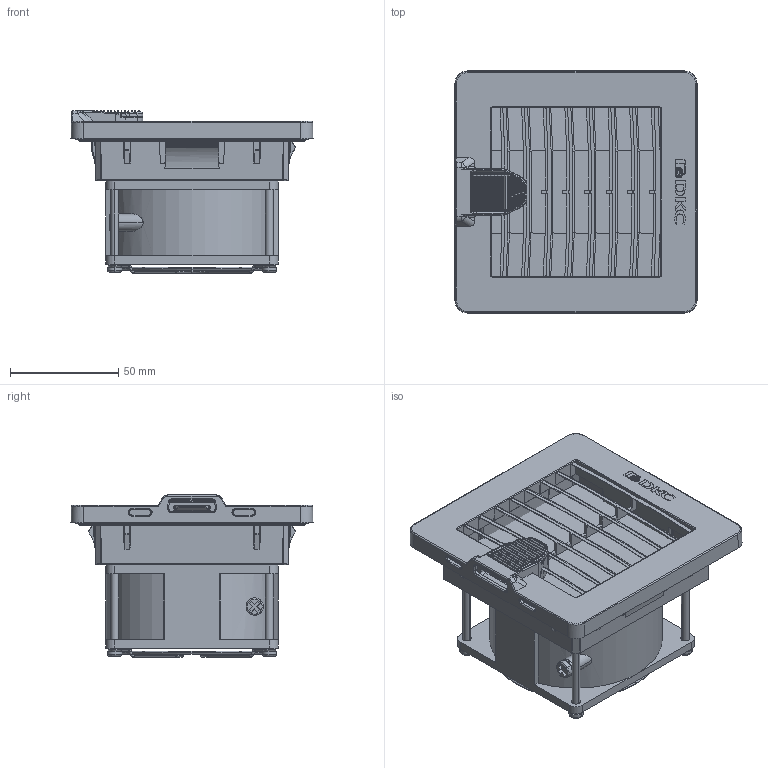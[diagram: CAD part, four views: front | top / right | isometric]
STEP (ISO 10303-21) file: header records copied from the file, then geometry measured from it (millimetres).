
FILE_DESCRIPTION (( 'STEP AP203' ), '1' );
FILE_NAME ('ﾒﾏﾀ.08.0015.00.00.0ﾑﾁ.STEP', '2018-05-16T14:50:40', ( '' ), ( '' ), 'SwSTEP 2.0', 'SolidWorks 2017', '' );
FILE_SCHEMA (( 'CONFIG_CONTROL_DESIGN' ));
Length unit declared in the file: millimetre
Products named in the file (13): 7102000090; RKF08 - BASE REV.3; 7109000126; RKF08 - GASKET REV.3; 7109000005; ﾒﾏﾀ.08.0015.02.00.0; 7109000009; ﾒﾏﾀ.08.0015.01.02.0; ﾒﾏﾀ.08.0015.00.00.0ﾑﾁ; ﾒﾏﾀ.08.0015.01.01.0; ﾒﾏﾀ.08.0015.01.03.0; ﾒﾏﾀ.08.0015.03.00.0; 7102000080
Assembly tree (15 placements, depth 3):
  ﾒﾏﾀ.08.0015.00.00.0ﾑﾁ
    ﾒﾏﾀ.08.0015.02.00.0
      RKF08 - BASE REV.3
      RKF08 - GASKET REV.3
    ﾒﾏﾀ.08.0015.01.02.0
    ﾒﾏﾀ.08.0015.01.01.0
    ﾒﾏﾀ.08.0015.01.03.0
    ﾒﾏﾀ.08.0015.03.00.0
    7102000080
    7102000090
    7109000126  x4
    7109000005
    7109000009
Bounding box: 112 x 112 x 75.08 mm (x, y, z)
Volume: 249406 mm3; surface area: 161583.4 mm2
Topology: 24 solids, 24 shells, 3819 faces, 9940 edges, 6189 vertices
Faces by surface type: plane 1492, cylinder 1264, bspline 573, torus 305, cone 167, sphere 18
Entity records: 170999 total; most frequent: CARTESIAN_POINT 88713, ORIENTED_EDGE 19542, DIRECTION 12541, EDGE_CURVE 9771, VERTEX_POINT 6104, B_SPLINE_CURVE_WITH_KNOTS 4683, AXIS2_PLACEMENT_3D 4488, EDGE_LOOP 4005
